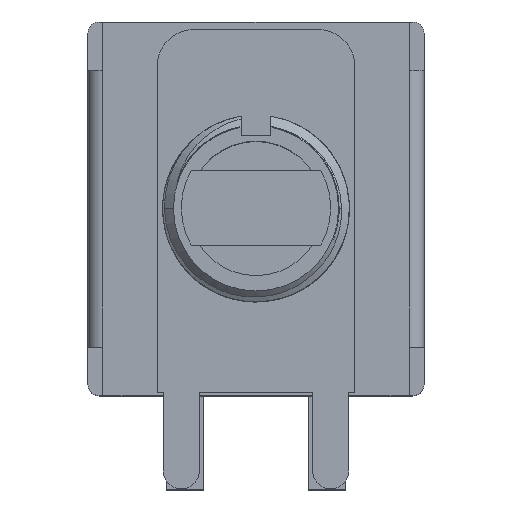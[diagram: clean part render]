
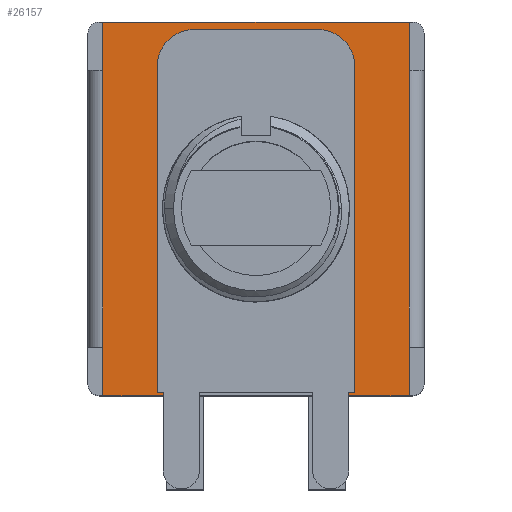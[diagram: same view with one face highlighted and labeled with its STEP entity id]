
A CAD part, top view. The second image highlights one B-rep face of the part: STEP entity #26157.
In plain terms, the highlighted planar face has unit normal (0, 0, 1).
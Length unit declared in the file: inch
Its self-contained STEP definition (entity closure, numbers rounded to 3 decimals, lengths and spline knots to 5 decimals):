
#1 = DIRECTION ( 'NONE',  ( -1., 0., 0. ) ) ;
#155 = ORIENTED_EDGE ( 'NONE', *, *, #24574, .F. ) ;
#1069 = CARTESIAN_POINT ( 'NONE',  ( 0.1325, 0.0035, 0.031 ) ) ;
#1181 = ORIENTED_EDGE ( 'NONE', *, *, #22423, .F. ) ;
#1195 = AXIS2_PLACEMENT_3D ( 'NONE', #16036, #14095, #23965 ) ;
#1285 = EDGE_CURVE ( 'NONE', #12292, #22355, #2138, .T. ) ;
#1422 = CARTESIAN_POINT ( 'NONE',  ( 0.205, 0.06487, 0.031 ) ) ;
#1435 = CARTESIAN_POINT ( 'NONE',  ( 0.205, 0., 0.031 ) ) ;
#1902 = PLANE ( 'NONE',  #1195 ) ;
#1999 = CARTESIAN_POINT ( 'NONE',  ( 0.205, 0., 0.031 ) ) ;
#2138 = CIRCLE ( 'NONE', #17326, 0.05 ) ;
#2269 = CARTESIAN_POINT ( 'NONE',  ( -0.205, 0., 0.031 ) ) ;
#2386 = LINE ( 'NONE', #2269, #22618 ) ;
#2546 = CARTESIAN_POINT ( 'NONE',  ( 0., 0.5, 0.031 ) ) ;
#2573 = EDGE_CURVE ( 'NONE', #24925, #21565, #25573, .T. ) ;
#2636 = DIRECTION ( 'NONE',  ( -1., 0., 0. ) ) ;
#2768 = AXIS2_PLACEMENT_3D ( 'NONE', #5895, #20011, #9959 ) ;
#2809 = CARTESIAN_POINT ( 'NONE',  ( -0.0825, 0.49, 0.031 ) ) ;
#3236 = VERTEX_POINT ( 'NONE', #14691 ) ;
#3411 = VECTOR ( 'NONE', #4846, 39.37008 ) ;
#3440 = CARTESIAN_POINT ( 'NONE',  ( 0.205, 0.5, 0.031 ) ) ;
#3508 = EDGE_CURVE ( 'NONE', #10008, #7685, #20379, .T. ) ;
#3514 = ORIENTED_EDGE ( 'NONE', *, *, #20060, .F. ) ;
#3619 = VECTOR ( 'NONE', #17535, 39.37008 ) ;
#3714 = CARTESIAN_POINT ( 'NONE',  ( 0.124, -0.101, 0.031 ) ) ;
#4131 = ORIENTED_EDGE ( 'NONE', *, *, #16359, .T. ) ;
#4196 = CARTESIAN_POINT ( 'NONE',  ( 0.124, 0.0035, 0.031 ) ) ;
#4627 = CARTESIAN_POINT ( 'NONE',  ( 0.0825, 0.49, 0.031 ) ) ;
#4735 = VERTEX_POINT ( 'NONE', #19728 ) ;
#4846 = DIRECTION ( 'NONE',  ( 0., 1., 0. ) ) ;
#4888 = EDGE_CURVE ( 'NONE', #10222, #14696, #25732, .T. ) ;
#4891 = ORIENTED_EDGE ( 'NONE', *, *, #5148, .F. ) ;
#5005 = EDGE_CURVE ( 'NONE', #15571, #17594, #7753, .T. ) ;
#5148 = EDGE_CURVE ( 'NONE', #14696, #20942, #8665, .T. ) ;
#5428 = VECTOR ( 'NONE', #24432, 39.37008 ) ;
#5513 = CARTESIAN_POINT ( 'NONE',  ( 0.1325, 0.44, 0.031 ) ) ;
#5895 = CARTESIAN_POINT ( 'NONE',  ( 0.0825, 0.44, 0.031 ) ) ;
#6057 = ORIENTED_EDGE ( 'NONE', *, *, #25046, .F. ) ;
#6259 = EDGE_CURVE ( 'NONE', #10008, #3236, #8729, .T. ) ;
#6356 = CARTESIAN_POINT ( 'NONE',  ( 0., 0., 0.031 ) ) ;
#6452 = EDGE_CURVE ( 'NONE', #3236, #17594, #2386, .T. ) ;
#6526 = EDGE_LOOP ( 'NONE', ( #22468, #24394, #24725, #1181, #6057, #10669, #4891, #10085, #24210, #19748, #7130, #23474, #21468, #4131, #9980, #155, #3514, #21932 ) ) ;
#6560 = DIRECTION ( 'NONE',  ( -1., 0., 0. ) ) ;
#6611 = LINE ( 'NONE', #10350, #16412 ) ;
#7130 = ORIENTED_EDGE ( 'NONE', *, *, #6259, .T. ) ;
#7405 = CARTESIAN_POINT ( 'NONE',  ( -0.1325, 0.0035, 0.031 ) ) ;
#7685 = VERTEX_POINT ( 'NONE', #20817 ) ;
#7753 = LINE ( 'NONE', #25813, #3619 ) ;
#7883 = DIRECTION ( 'NONE',  ( 0., 1., 0. ) ) ;
#8072 = CARTESIAN_POINT ( 'NONE',  ( -0.205, 0., 0.031 ) ) ;
#8194 = DIRECTION ( 'NONE',  ( 0., -1., 0. ) ) ;
#8441 = CARTESIAN_POINT ( 'NONE',  ( 0.124, 0., 0.031 ) ) ;
#8665 = LINE ( 'NONE', #22107, #19407 ) ;
#8700 = VECTOR ( 'NONE', #9509, 39.37008 ) ;
#8727 = VECTOR ( 'NONE', #20897, 39.37008 ) ;
#8729 = LINE ( 'NONE', #2546, #12543 ) ;
#8842 = CARTESIAN_POINT ( 'NONE',  ( -0.124, 0., 0.031 ) ) ;
#9509 = DIRECTION ( 'NONE',  ( 0., -1., 0. ) ) ;
#9518 = LINE ( 'NONE', #22028, #17124 ) ;
#9637 = FACE_OUTER_BOUND ( 'NONE', #6526, .T. ) ;
#9930 = CARTESIAN_POINT ( 'NONE',  ( 0.124, 0.0035, 0.031 ) ) ;
#9959 = DIRECTION ( 'NONE',  ( 1., 0., 0. ) ) ;
#9980 = ORIENTED_EDGE ( 'NONE', *, *, #15623, .T. ) ;
#10008 = VERTEX_POINT ( 'NONE', #3440 ) ;
#10049 = CARTESIAN_POINT ( 'NONE',  ( -0.0825, 0.44, 0.031 ) ) ;
#10085 = ORIENTED_EDGE ( 'NONE', *, *, #4888, .F. ) ;
#10222 = VERTEX_POINT ( 'NONE', #1422 ) ;
#10350 = CARTESIAN_POINT ( 'NONE',  ( -0.124, 0.0035, 0.031 ) ) ;
#10609 = VECTOR ( 'NONE', #13931, 39.37008 ) ;
#10669 = ORIENTED_EDGE ( 'NONE', *, *, #15165, .F. ) ;
#11468 = CARTESIAN_POINT ( 'NONE',  ( 0.0825, 0.49, 0.031 ) ) ;
#12292 = VERTEX_POINT ( 'NONE', #2809 ) ;
#12539 = DIRECTION ( 'NONE',  ( 0., -1., 0. ) ) ;
#12543 = VECTOR ( 'NONE', #2636, 39.37008 ) ;
#12720 = LINE ( 'NONE', #3714, #24698 ) ;
#13468 = LINE ( 'NONE', #7405, #8700 ) ;
#13919 = CARTESIAN_POINT ( 'NONE',  ( 0.205, 0.43513, 0.031 ) ) ;
#13931 = DIRECTION ( 'NONE',  ( 1., 0., 0. ) ) ;
#14095 = DIRECTION ( 'NONE',  ( 0., 0., 1. ) ) ;
#14172 = LINE ( 'NONE', #1069, #3411 ) ;
#14594 = VECTOR ( 'NONE', #15764, 39.37008 ) ;
#14595 = DIRECTION ( 'NONE',  ( 1., 0., 0. ) ) ;
#14636 = CARTESIAN_POINT ( 'NONE',  ( 0.205, 0., 0.031 ) ) ;
#14691 = CARTESIAN_POINT ( 'NONE',  ( -0.205, 0.5, 0.031 ) ) ;
#14696 = VERTEX_POINT ( 'NONE', #1999 ) ;
#15165 = EDGE_CURVE ( 'NONE', #20942, #25421, #12720, .T. ) ;
#15553 = DIRECTION ( 'NONE',  ( 0., -1., 0. ) ) ;
#15571 = VERTEX_POINT ( 'NONE', #22681 ) ;
#15623 = EDGE_CURVE ( 'NONE', #19894, #17206, #21562, .T. ) ;
#15747 = EDGE_CURVE ( 'NONE', #10222, #7685, #21534, .T. ) ;
#15764 = DIRECTION ( 'NONE',  ( 0., 1., 0. ) ) ;
#15994 = LINE ( 'NONE', #9930, #10609 ) ;
#16036 = CARTESIAN_POINT ( 'NONE',  ( 0., 0., 0.031 ) ) ;
#16359 = EDGE_CURVE ( 'NONE', #15571, #19894, #9518, .T. ) ;
#16412 = VECTOR ( 'NONE', #14595, 39.37008 ) ;
#16886 = CARTESIAN_POINT ( 'NONE',  ( -0.1325, 0.44, 0.031 ) ) ;
#16936 = CARTESIAN_POINT ( 'NONE',  ( -0.124, -0.101, 0.031 ) ) ;
#16954 = VERTEX_POINT ( 'NONE', #17823 ) ;
#17124 = VECTOR ( 'NONE', #19286, 39.37008 ) ;
#17206 = VERTEX_POINT ( 'NONE', #8842 ) ;
#17326 = AXIS2_PLACEMENT_3D ( 'NONE', #10049, #22403, #1 ) ;
#17535 = DIRECTION ( 'NONE',  ( 0., 1., 0. ) ) ;
#17594 = VERTEX_POINT ( 'NONE', #26134 ) ;
#17823 = CARTESIAN_POINT ( 'NONE',  ( 0.1325, 0.0035, 0.031 ) ) ;
#19099 = VECTOR ( 'NONE', #8194, 39.37008 ) ;
#19286 = DIRECTION ( 'NONE',  ( 0., -1., 0. ) ) ;
#19407 = VECTOR ( 'NONE', #6560, 39.37008 ) ;
#19547 = VECTOR ( 'NONE', #19867, 39.37008 ) ;
#19728 = CARTESIAN_POINT ( 'NONE',  ( -0.124, 0.0035, 0.031 ) ) ;
#19748 = ORIENTED_EDGE ( 'NONE', *, *, #3508, .F. ) ;
#19756 = VECTOR ( 'NONE', #15553, 39.37008 ) ;
#19867 = DIRECTION ( 'NONE',  ( -1., 0., 0. ) ) ;
#19894 = VERTEX_POINT ( 'NONE', #8072 ) ;
#20011 = DIRECTION ( 'NONE',  ( 0., 0., 1. ) ) ;
#20060 = EDGE_CURVE ( 'NONE', #20999, #4735, #6611, .T. ) ;
#20379 = LINE ( 'NONE', #1435, #19756 ) ;
#20598 = EDGE_CURVE ( 'NONE', #21565, #12292, #24909, .T. ) ;
#20817 = CARTESIAN_POINT ( 'NONE',  ( 0.205, 0.43513, 0.031 ) ) ;
#20897 = DIRECTION ( 'NONE',  ( 0., -1., 0. ) ) ;
#20942 = VERTEX_POINT ( 'NONE', #8441 ) ;
#20999 = VERTEX_POINT ( 'NONE', #26196 ) ;
#21468 = ORIENTED_EDGE ( 'NONE', *, *, #5005, .F. ) ;
#21534 = LINE ( 'NONE', #13919, #14594 ) ;
#21562 = LINE ( 'NONE', #6356, #5428 ) ;
#21565 = VERTEX_POINT ( 'NONE', #4627 ) ;
#21932 = ORIENTED_EDGE ( 'NONE', *, *, #25819, .F. ) ;
#22028 = CARTESIAN_POINT ( 'NONE',  ( -0.205, 0., 0.031 ) ) ;
#22107 = CARTESIAN_POINT ( 'NONE',  ( 0., 0., 0.031 ) ) ;
#22355 = VERTEX_POINT ( 'NONE', #16886 ) ;
#22403 = DIRECTION ( 'NONE',  ( 0., 0., 1. ) ) ;
#22423 = EDGE_CURVE ( 'NONE', #16954, #24925, #14172, .T. ) ;
#22468 = ORIENTED_EDGE ( 'NONE', *, *, #1285, .F. ) ;
#22618 = VECTOR ( 'NONE', #12539, 39.37008 ) ;
#22681 = CARTESIAN_POINT ( 'NONE',  ( -0.205, 0.06487, 0.031 ) ) ;
#23474 = ORIENTED_EDGE ( 'NONE', *, *, #6452, .T. ) ;
#23906 = LINE ( 'NONE', #16936, #8727 ) ;
#23965 = DIRECTION ( 'NONE',  ( -1., 0., 0. ) ) ;
#24210 = ORIENTED_EDGE ( 'NONE', *, *, #15747, .T. ) ;
#24394 = ORIENTED_EDGE ( 'NONE', *, *, #20598, .F. ) ;
#24432 = DIRECTION ( 'NONE',  ( 1., 0., 0. ) ) ;
#24574 = EDGE_CURVE ( 'NONE', #4735, #17206, #23906, .T. ) ;
#24698 = VECTOR ( 'NONE', #7883, 39.37008 ) ;
#24725 = ORIENTED_EDGE ( 'NONE', *, *, #2573, .F. ) ;
#24909 = LINE ( 'NONE', #11468, #19547 ) ;
#24925 = VERTEX_POINT ( 'NONE', #5513 ) ;
#25046 = EDGE_CURVE ( 'NONE', #25421, #16954, #15994, .T. ) ;
#25421 = VERTEX_POINT ( 'NONE', #4196 ) ;
#25573 = CIRCLE ( 'NONE', #2768, 0.05 ) ;
#25732 = LINE ( 'NONE', #14636, #19099 ) ;
#25813 = CARTESIAN_POINT ( 'NONE',  ( -0.205, 0.43513, 0.031 ) ) ;
#25819 = EDGE_CURVE ( 'NONE', #22355, #20999, #13468, .T. ) ;
#26134 = CARTESIAN_POINT ( 'NONE',  ( -0.205, 0.43513, 0.031 ) ) ;
#26157 = ADVANCED_FACE ( 'NONE', ( #9637 ), #1902, .T. ) ;
#26196 = CARTESIAN_POINT ( 'NONE',  ( -0.1325, 0.0035, 0.031 ) ) ;
